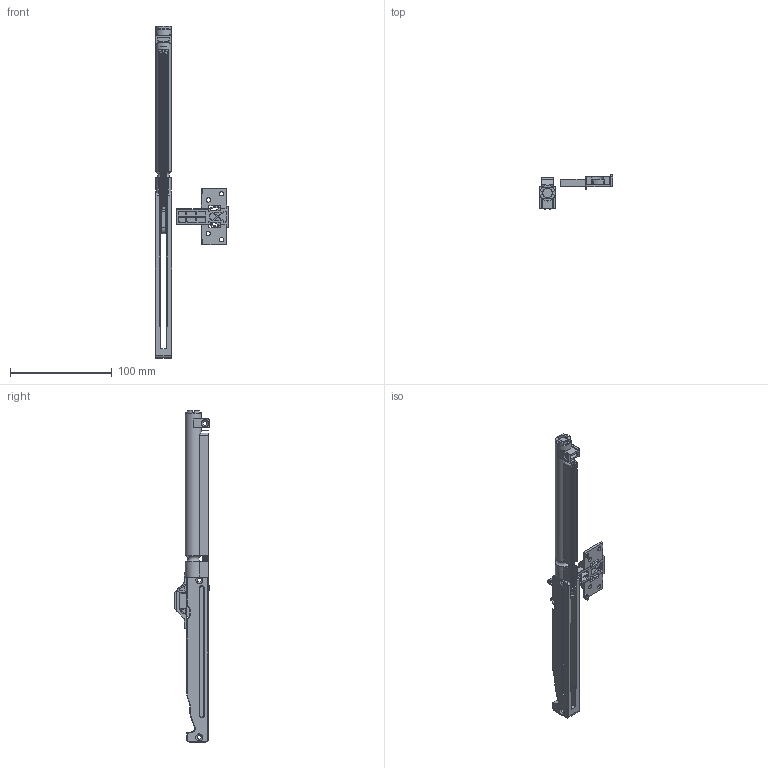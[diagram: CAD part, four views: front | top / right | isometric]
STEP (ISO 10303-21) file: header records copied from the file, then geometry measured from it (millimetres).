
FILE_DESCRIPTION(/* description */ (''),/* implementation_level */ '2;1');
FILE_NAME(/* name */ '.stp',/* time_stamp */ '2019-08-20T08:06:18+02:00',/* author */ ('ga'),/* organization */ (''),/* preprocessor_version */ 'ST-DEVELOPER v17.2',/* originating_system */ 'Autodesk Inventor 2019',/* authorisation */ '');
FILE_SCHEMA (('AUTOMOTIVE_DESIGN { 1 0 10303 214 3 1 1 }'));
Products named in the file (4): Ensemble1; 21233; Partie fixe; 21098+7mm
Assembly tree (3 placements, depth 2):
  Ensemble1
    21233
    Partie fixe
    21098+7mm
Bounding box: 72 x 34.6 x 326.1 mm (x, y, z)
Volume: 74062.7 mm3; surface area: 49219.6 mm2
Topology: 5 solids, 6 shells, 551 faces, 2211 edges, 1421 vertices
Faces by surface type: plane 303, cylinder 191, cone 32, torus 21, bspline 4
Full cylindrical faces by diameter (mm): 2.7 x2, 4 x3, 4.3 x4, 5.4 x1, 15.1 x1, 15.7 x1
Entity records: 69715 total; most frequent: CARTESIAN_POINT 53828, ORIENTED_EDGE 3688, DIRECTION 2962, EDGE_CURVE 1844, VERTEX_POINT 1149, AXIS2_PLACEMENT_3D 1007, LINE 948, VECTOR 948
